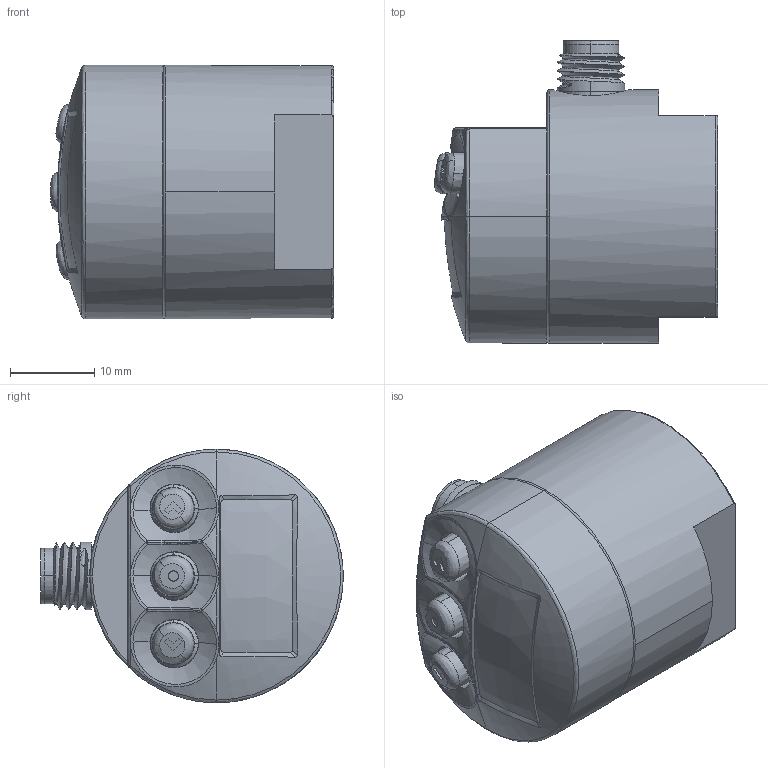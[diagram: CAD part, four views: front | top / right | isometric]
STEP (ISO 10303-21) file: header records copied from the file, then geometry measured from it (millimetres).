
FILE_DESCRIPTION (( 'STEP AP203' ), '1' );
FILE_NAME ('Nano-02-IG.STEP', '2019-03-21T15:02:29', ( '' ), ( '' ), 'SwSTEP 2.0', 'SolidWorks 2018', '' );
FILE_SCHEMA (( 'CONFIG_CONTROL_DESIGN' ));
Products named in the file (1): Nano-02-IG
Bounding box: 33.53 x 35.8 x 30 mm (x, y, z)
Surface area: 11799.2 mm2 (no closed solid volume)
Topology: 0 solids, 6 shells, 739 faces, 1934 edges, 1225 vertices
Faces by surface type: cylinder 259, plane 226, cone 118, bspline 105, sphere 18, torus 13
Entity records: 73994 total; most frequent: CARTESIAN_POINT 57105, ORIENTED_EDGE 3784, DIRECTION 3075, EDGE_CURVE 1910, VERTEX_POINT 1225, AXIS2_PLACEMENT_3D 1181, EDGE_LOOP 802, FACE_OUTER_BOUND 739
